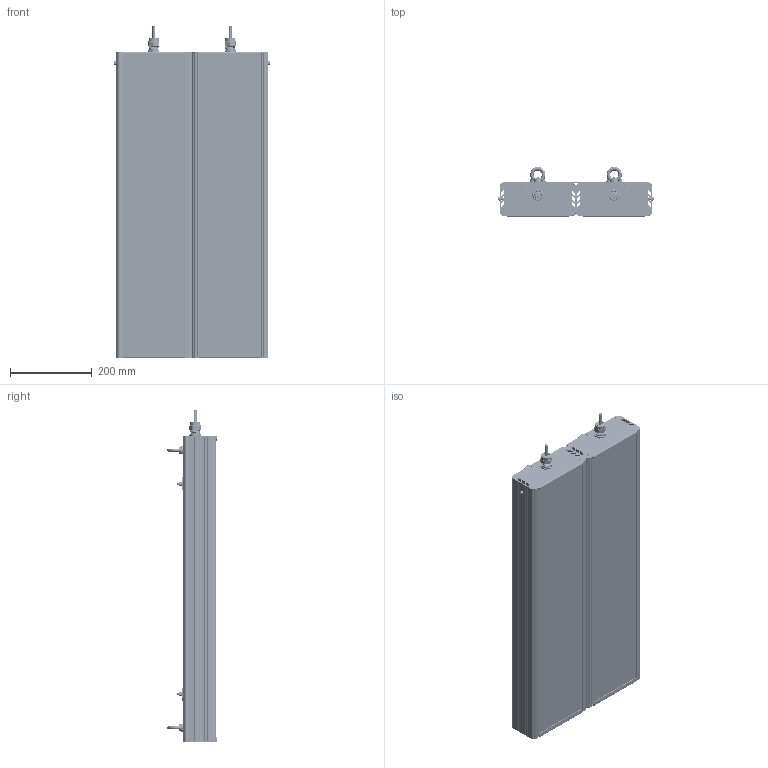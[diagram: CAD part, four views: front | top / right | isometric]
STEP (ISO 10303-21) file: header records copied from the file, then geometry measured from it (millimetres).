
FILE_DESCRIPTION(('STEP AP214'), '1');
FILE_NAME('001.0096.49.000 - ÃÑÏ-Ýêñòðà-Îïòèê-2Åõ-300(2Õ150)', '', ('UNSPECIFIED'), ('UNSPECIFIED'), 'C3D Converter', 'C3D Toolkit', '');
FILE_SCHEMA(('AUTOMOTIVE_DESIGN { 1 0 10303 214 3 1 1}'));
Length unit declared in the file: millimetre
Products named in the file (38): 001.0096.49.000; 001.0065.02.000; #3355; #3414; #3473; #3558
Assembly tree (86 placements, depth 4):
  001.0096.49.000
    (unnamed)  x2
      (unnamed)
      (unnamed)
      (unnamed)
      (unnamed)
      (unnamed)
      (unnamed)
      (unnamed)
      (unnamed)
      (unnamed)
      (unnamed)
        (unnamed)
        (unnamed)
        (unnamed)  x13
        (unnamed)
        (unnamed)
        (unnamed)
        (unnamed)
        (unnamed)
        (unnamed)
        (unnamed)
      (unnamed)
        (unnamed)
    001.0065.02.000  x4
      (unnamed)
      (unnamed)
    (unnamed)  x2
    (unnamed)  x2
    (unnamed)  x2
      (unnamed)
      (unnamed)
      (unnamed)
      (unnamed)
      #3355
      #3414
      #3473
      #3558
Bounding box: 384.84 x 121.62 x 814 mm (x, y, z)
Volume: 5055416.7 mm3; surface area: 3749615.1 mm2
Topology: 1136 solids, 1136 shells, 14706 faces, 32578 edges, 21672 vertices
Faces by surface type: plane 10676, cylinder 3216, bspline 534, cone 230, sphere 32, torus 18
Full cylindrical faces by diameter (mm): 1 x32, 2 x64, 2.5 x128, 2.8 x800, 3.2 x32, 3.5 x192, 4 x26, 4.917 x8, 5 x4, 6 x14, 6.6 x8, 7 x4, 8 x24, 9 x416, 10 x2, 11 x8, 12.5 x2, 13 x2, 16 x2, 17 x2, 18 x2, 18.5 x2, 19 x2, 20 x2, 21.5 x2, 22 x4, 25.5 x2
Entity records: 90895 total; most frequent: CARTESIAN_POINT 46954, DIRECTION 7698, ORIENTED_EDGE 6564, EDGE_CURVE 3282, AXIS2_PLACEMENT_3D 2764, VERTEX_POINT 2278, LINE 2170, VECTOR 2170
